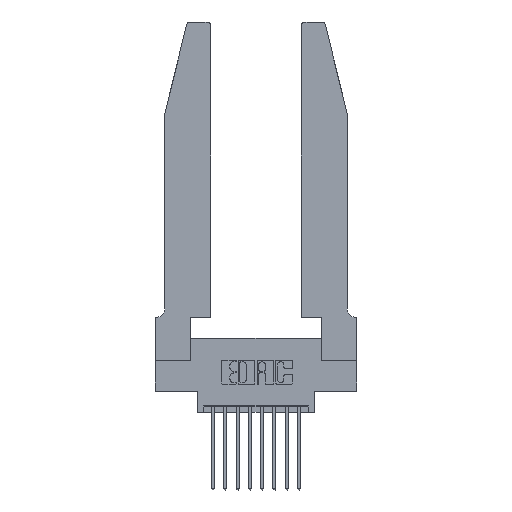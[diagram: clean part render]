
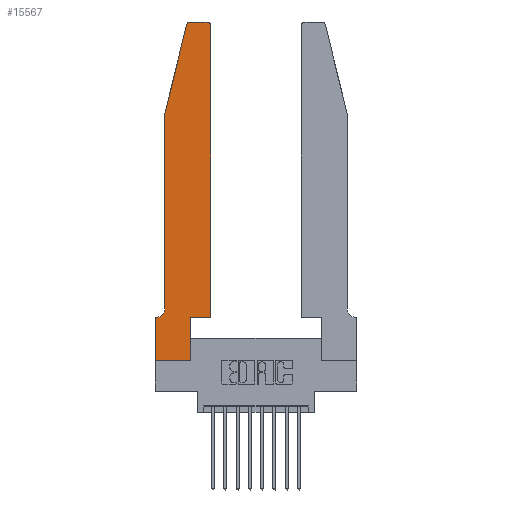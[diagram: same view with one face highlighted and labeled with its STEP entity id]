
A CAD part, top view. The second image highlights one B-rep face of the part: STEP entity #15567.
In plain terms, the highlighted planar face has unit normal (0, 0, 1).
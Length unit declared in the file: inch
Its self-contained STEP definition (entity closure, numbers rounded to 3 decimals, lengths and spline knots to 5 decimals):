
#7 = DIRECTION ( 'NONE',  ( 0., 1., 0. ) ) ;
#187 = DIRECTION ( 'NONE',  ( -1., 0., 0. ) ) ;
#254 = VERTEX_POINT ( 'NONE', #10656 ) ;
#463 = ORIENTED_EDGE ( 'NONE', *, *, #4483, .T. ) ;
#710 = LINE ( 'NONE', #5609, #10623 ) ;
#736 = EDGE_CURVE ( 'NONE', #6626, #931, #14282, .T. ) ;
#815 = VECTOR ( 'NONE', #6473, 39.37008 ) ;
#843 = EDGE_CURVE ( 'NONE', #12334, #4331, #7664, .T. ) ;
#896 = ORIENTED_EDGE ( 'NONE', *, *, #5616, .T. ) ;
#931 = VERTEX_POINT ( 'NONE', #7002 ) ;
#1089 = EDGE_CURVE ( 'NONE', #12871, #13861, #13730, .T. ) ;
#1286 = AXIS2_PLACEMENT_3D ( 'NONE', #10385, #3118, #11575 ) ;
#1414 = VECTOR ( 'NONE', #12237, 39.37008 ) ;
#1458 = CARTESIAN_POINT ( 'NONE',  ( 0.0755, 2., 0.37 ) ) ;
#2333 = VECTOR ( 'NONE', #187, 39.37008 ) ;
#2418 = EDGE_CURVE ( 'NONE', #15257, #5740, #5182, .T. ) ;
#2890 = DIRECTION ( 'NONE',  ( 0., 1., 0. ) ) ;
#2924 = CARTESIAN_POINT ( 'NONE',  ( 0.2865, 0.35, 0.37 ) ) ;
#2978 = CARTESIAN_POINT ( 'NONE',  ( 0., 0.35, 0.37 ) ) ;
#3118 = DIRECTION ( 'NONE',  ( 0., 0., 1. ) ) ;
#3163 = EDGE_CURVE ( 'NONE', #13774, #15201, #12436, .T. ) ;
#3179 = CARTESIAN_POINT ( 'NONE',  ( 0.4505, 2.72, 0.37 ) ) ;
#3371 = ORIENTED_EDGE ( 'NONE', *, *, #1089, .T. ) ;
#3390 = FACE_OUTER_BOUND ( 'NONE', #11467, .T. ) ;
#3708 = VECTOR ( 'NONE', #15326, 39.37008 ) ;
#3841 = DIRECTION ( 'NONE',  ( 0., -1., 0. ) ) ;
#4198 = CARTESIAN_POINT ( 'NONE',  ( 0.0055, 0.42, 0.37 ) ) ;
#4271 = DIRECTION ( 'NONE',  ( 1., 0., 0. ) ) ;
#4290 = CARTESIAN_POINT ( 'NONE',  ( 0.4205, 2.72, 0.37 ) ) ;
#4316 = DIRECTION ( 'NONE',  ( 0., -1., 0. ) ) ;
#4331 = VERTEX_POINT ( 'NONE', #11097 ) ;
#4483 = EDGE_CURVE ( 'NONE', #5740, #254, #15264, .T. ) ;
#4705 = CARTESIAN_POINT ( 'NONE',  ( 0.25487, 2.72718, 0.37 ) ) ;
#4863 = CARTESIAN_POINT ( 'NONE',  ( 0.4505, 0.35, 0.37 ) ) ;
#4976 = CARTESIAN_POINT ( 'NONE',  ( 0., 0., 0.37 ) ) ;
#5081 = ORIENTED_EDGE ( 'NONE', *, *, #2418, .T. ) ;
#5182 = LINE ( 'NONE', #15767, #5562 ) ;
#5437 = DIRECTION ( 'NONE',  ( -1., 0., 0. ) ) ;
#5519 = DIRECTION ( 'NONE',  ( 1., 0., 0. ) ) ;
#5562 = VECTOR ( 'NONE', #3841, 39.37008 ) ;
#5609 = CARTESIAN_POINT ( 'NONE',  ( 0.4505, 0.35, 0.37 ) ) ;
#5616 = EDGE_CURVE ( 'NONE', #12514, #15257, #7168, .T. ) ;
#5740 = VERTEX_POINT ( 'NONE', #9090 ) ;
#6031 = CARTESIAN_POINT ( 'NONE',  ( 0.2865, 0., 0.37 ) ) ;
#6432 = CARTESIAN_POINT ( 'NONE',  ( 0.4505, 0.35, 0.37 ) ) ;
#6473 = DIRECTION ( 'NONE',  ( -0.239, -0.971, 0. ) ) ;
#6535 = ORIENTED_EDGE ( 'NONE', *, *, #736, .T. ) ;
#6626 = VERTEX_POINT ( 'NONE', #6031 ) ;
#6671 = CIRCLE ( 'NONE', #1286, 0.03 ) ;
#7002 = CARTESIAN_POINT ( 'NONE',  ( 0.2865, 0.35, 0.37 ) ) ;
#7076 = ORIENTED_EDGE ( 'NONE', *, *, #15168, .T. ) ;
#7168 = LINE ( 'NONE', #1458, #815 ) ;
#7477 = VECTOR ( 'NONE', #4316, 39.37008 ) ;
#7664 = LINE ( 'NONE', #12260, #1414 ) ;
#8410 = VECTOR ( 'NONE', #2890, 39.37008 ) ;
#8602 = EDGE_CURVE ( 'NONE', #254, #12871, #11673, .T. ) ;
#8659 = ORIENTED_EDGE ( 'NONE', *, *, #14154, .T. ) ;
#8919 = VECTOR ( 'NONE', #7, 39.37008 ) ;
#9077 = PLANE ( 'NONE',  #9300 ) ;
#9090 = CARTESIAN_POINT ( 'NONE',  ( 0.0755, 0.42, 0.37 ) ) ;
#9243 = EDGE_CURVE ( 'NONE', #15201, #12334, #10168, .T. ) ;
#9300 = AXIS2_PLACEMENT_3D ( 'NONE', #2978, #11461, #4271 ) ;
#9919 = ORIENTED_EDGE ( 'NONE', *, *, #843, .T. ) ;
#10132 = EDGE_CURVE ( 'NONE', #13861, #6626, #10143, .T. ) ;
#10143 = LINE ( 'NONE', #10727, #3708 ) ;
#10168 = CIRCLE ( 'NONE', #10493, 0.03 ) ;
#10329 = CARTESIAN_POINT ( 'NONE',  ( 0.4205, 2.75, 0.37 ) ) ;
#10385 = CARTESIAN_POINT ( 'NONE',  ( 0.284, 2.72, 0.37 ) ) ;
#10491 = CARTESIAN_POINT ( 'NONE',  ( 0.0755, 2., 0.37 ) ) ;
#10493 = AXIS2_PLACEMENT_3D ( 'NONE', #4290, #12644, #5519 ) ;
#10623 = VECTOR ( 'NONE', #13865, 39.37008 ) ;
#10656 = CARTESIAN_POINT ( 'NONE',  ( 0.0055, 0.35, 0.37 ) ) ;
#10727 = CARTESIAN_POINT ( 'NONE',  ( 0., 0., 0.37 ) ) ;
#11097 = CARTESIAN_POINT ( 'NONE',  ( 0.284, 2.75, 0.37 ) ) ;
#11461 = DIRECTION ( 'NONE',  ( 0., 0., 1. ) ) ;
#11467 = EDGE_LOOP ( 'NONE', ( #9919, #7076, #896, #5081, #463, #15347, #3371, #15563, #6535, #8659, #13005, #13876 ) ) ;
#11575 = DIRECTION ( 'NONE',  ( 1., 0., 0. ) ) ;
#11673 = LINE ( 'NONE', #14807, #2333 ) ;
#12237 = DIRECTION ( 'NONE',  ( -1., 0., 0. ) ) ;
#12260 = CARTESIAN_POINT ( 'NONE',  ( 0.2605, 2.75, 0.37 ) ) ;
#12334 = VERTEX_POINT ( 'NONE', #10329 ) ;
#12436 = LINE ( 'NONE', #6432, #8919 ) ;
#12514 = VERTEX_POINT ( 'NONE', #4705 ) ;
#12568 = DIRECTION ( 'NONE',  ( 0., 0., -1. ) ) ;
#12644 = DIRECTION ( 'NONE',  ( 0., 0., 1. ) ) ;
#12871 = VERTEX_POINT ( 'NONE', #13674 ) ;
#13005 = ORIENTED_EDGE ( 'NONE', *, *, #3163, .T. ) ;
#13674 = CARTESIAN_POINT ( 'NONE',  ( 0., 0.35, 0.37 ) ) ;
#13730 = LINE ( 'NONE', #4976, #7477 ) ;
#13774 = VERTEX_POINT ( 'NONE', #4863 ) ;
#13861 = VERTEX_POINT ( 'NONE', #15640 ) ;
#13865 = DIRECTION ( 'NONE',  ( 1., 0., 0. ) ) ;
#13876 = ORIENTED_EDGE ( 'NONE', *, *, #9243, .T. ) ;
#14154 = EDGE_CURVE ( 'NONE', #931, #13774, #710, .T. ) ;
#14282 = LINE ( 'NONE', #2924, #8410 ) ;
#14807 = CARTESIAN_POINT ( 'NONE',  ( 0.0755, 0.35, 0.37 ) ) ;
#14811 = AXIS2_PLACEMENT_3D ( 'NONE', #4198, #12568, #5437 ) ;
#15168 = EDGE_CURVE ( 'NONE', #4331, #12514, #6671, .T. ) ;
#15201 = VERTEX_POINT ( 'NONE', #3179 ) ;
#15257 = VERTEX_POINT ( 'NONE', #10491 ) ;
#15264 = CIRCLE ( 'NONE', #14811, 0.07 ) ;
#15326 = DIRECTION ( 'NONE',  ( 1., 0., 0. ) ) ;
#15347 = ORIENTED_EDGE ( 'NONE', *, *, #8602, .T. ) ;
#15563 = ORIENTED_EDGE ( 'NONE', *, *, #10132, .T. ) ;
#15567 = ADVANCED_FACE ( 'NONE', ( #3390 ), #9077, .T. ) ;
#15640 = CARTESIAN_POINT ( 'NONE',  ( 0., 0., 0.37 ) ) ;
#15767 = CARTESIAN_POINT ( 'NONE',  ( 0.0755, 2., 0.37 ) ) ;
